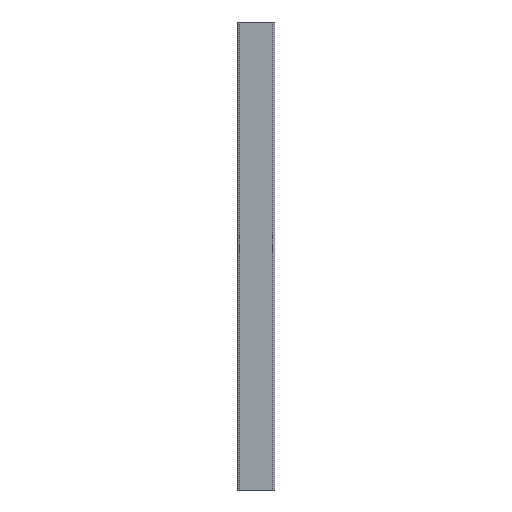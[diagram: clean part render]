
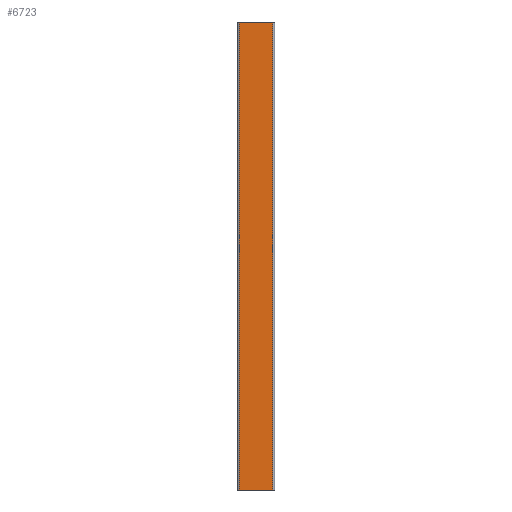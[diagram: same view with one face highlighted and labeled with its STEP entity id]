
A CAD part, front view. The second image highlights one B-rep face of the part: STEP entity #6723.
In plain terms, the highlighted planar face has unit normal (0, -1, 0).
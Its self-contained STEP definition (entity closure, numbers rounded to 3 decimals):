
#873=FACE_OUTER_BOUND($,#1213,.T.);
#1213=EDGE_LOOP($,(#5457,#5458,#5459,#5460));
#1857=LINE($,#11307,#2509);
#1858=LINE($,#11310,#2510);
#1859=LINE($,#11312,#2511);
#1860=LINE($,#11313,#2512);
#2509=VECTOR($,#9288,1000.);
#2510=VECTOR($,#9291,72.);
#2511=VECTOR($,#9292,72.);
#2512=VECTOR($,#9293,1000.);
#3181=VERTEX_POINT($,#11303);
#3182=VERTEX_POINT($,#11305);
#3183=VERTEX_POINT($,#11309);
#3184=VERTEX_POINT($,#11311);
#4153=EDGE_CURVE($,#3181,#3182,#1857,.T.);
#4154=EDGE_CURVE($,#3183,#3181,#1858,.T.);
#4155=EDGE_CURVE($,#3184,#3182,#1859,.T.);
#4156=EDGE_CURVE($,#3183,#3184,#1860,.T.);
#5457=ORIENTED_EDGE($,*,*,#4154,.T.);
#5458=ORIENTED_EDGE($,*,*,#4153,.T.);
#5459=ORIENTED_EDGE($,*,*,#4155,.F.);
#5460=ORIENTED_EDGE($,*,*,#4156,.F.);
#6401=PLANE($,#7384);
#6723=ADVANCED_FACE($,(#873),#6401,.T.);
#7384=AXIS2_PLACEMENT_3D($,#11308,#9289,#9290);
#9288=DIRECTION($,(0.,0.,1.));
#9289=DIRECTION('center_axis',(0.,-1.,0.));
#9290=DIRECTION('ref_axis',(1.,0.,0.));
#9291=DIRECTION($,(1.,0.,0.));
#9292=DIRECTION($,(1.,0.,0.));
#9293=DIRECTION($,(0.,0.,1.));
#11303=CARTESIAN_POINT('',(72.,0.,0.));
#11305=CARTESIAN_POINT('',(72.,0.,1000.));
#11307=CARTESIAN_POINT($,(72.,0.,0.));
#11308=CARTESIAN_POINT('Origin',(0.,0.,0.));
#11309=CARTESIAN_POINT('',(0.,0.,0.));
#11310=CARTESIAN_POINT($,(0.,0.,0.));
#11311=CARTESIAN_POINT('',(0.,0.,1000.));
#11312=CARTESIAN_POINT($,(0.,0.,1000.));
#11313=CARTESIAN_POINT($,(0.,0.,0.));
